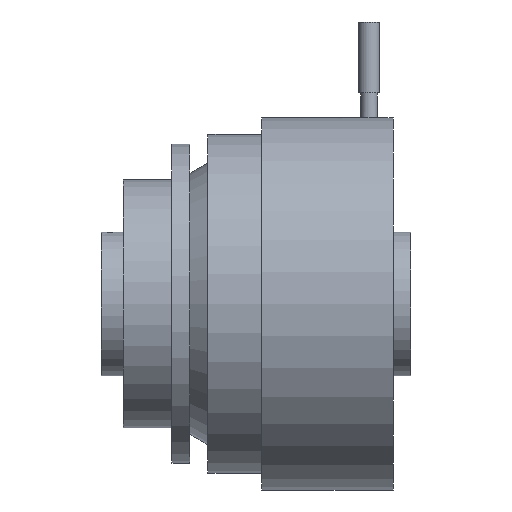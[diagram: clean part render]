
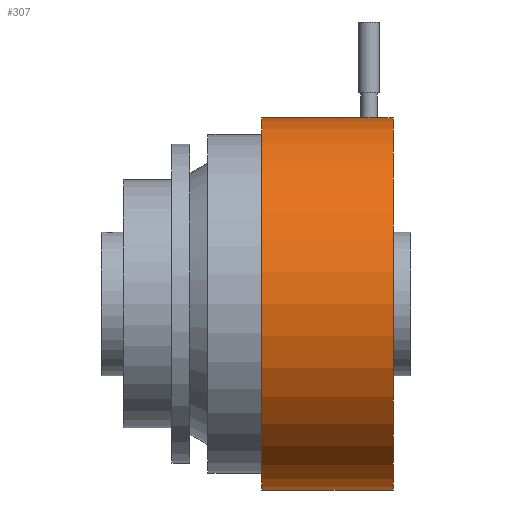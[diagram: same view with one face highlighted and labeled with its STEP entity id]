
A CAD part, front view. The second image highlights one B-rep face of the part: STEP entity #307.
In plain terms, the highlighted cylindrical face has radius 66.675 mm (diameter 133.35 mm), a partial arc.
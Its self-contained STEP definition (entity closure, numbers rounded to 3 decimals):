
#138=CARTESIAN_POINT('POINT11',(98.997,0.,
   66.675));
#139=VERTEX_POINT('VERTEX11',#138);
#147=CARTESIAN_POINT('POINT12',(93.028,0.,
   66.675));
#148=VERTEX_POINT('VERTEX12',#147);
#155=CARTESIAN_POINT('POINT13',(96.012,-2.985,
   66.608));
#156=VERTEX_POINT('VERTEX13',#155);
#157=B_SPLINE_CURVE_WITH_KNOTS('SPLINE_CRV1',3,(#158,#159,#160,#161,#162
   ,#163,#164,#165,#166,#167),.UNSPECIFIED.,.F.,.F.,(4,2,2,2,4),(
   0.,0.044,0.089,
   0.133,0.177),.UNSPECIFIED.);
#158=CARTESIAN_POINT('',(96.012,-2.985,66.608)
   );
#159=CARTESIAN_POINT('',(95.637,-2.985,
   66.608));
#160=CARTESIAN_POINT('',(95.237,-2.91,
   66.612));
#161=CARTESIAN_POINT('',(94.502,-2.605,
   66.624));
#162=CARTESIAN_POINT('',(94.167,-2.375,
   66.633));
#163=CARTESIAN_POINT('',(93.637,-1.845,
   66.65));
#164=CARTESIAN_POINT('',(93.407,-1.51,
   66.659));
#165=CARTESIAN_POINT('',(93.102,-0.775,
   66.672));
#166=CARTESIAN_POINT('',(93.028,-0.375,66.675
   ));
#167=CARTESIAN_POINT('',(93.028,0.,66.675
   ));
#168=EDGE_CURVE('EDGE17',#156,#148,#157,.T.);
#170=B_SPLINE_CURVE_WITH_KNOTS('SPLINE_CRV2',3,(#171,#172,#173,#174,#175
   ,#176,#177,#178,#179,#180),.UNSPECIFIED.,.F.,.F.,(4,2,2,2,4),(
   0.531,0.575,0.62,
   0.664,0.708),.UNSPECIFIED.);
#171=CARTESIAN_POINT('',(98.997,0.,66.675)
   );
#172=CARTESIAN_POINT('',(98.997,-0.375,66.675
   ));
#173=CARTESIAN_POINT('',(98.922,-0.775,
   66.672));
#174=CARTESIAN_POINT('',(98.617,-1.51,
   66.659));
#175=CARTESIAN_POINT('',(98.387,-1.845,
   66.65));
#176=CARTESIAN_POINT('',(97.857,-2.375,
   66.633));
#177=CARTESIAN_POINT('',(97.522,-2.605,
   66.624));
#178=CARTESIAN_POINT('',(96.787,-2.91,
   66.612));
#179=CARTESIAN_POINT('',(96.387,-2.985,
   66.608));
#180=CARTESIAN_POINT('',(96.012,-2.985,66.608)
   );
#181=EDGE_CURVE('EDGE18',#139,#156,#170,.T.);
#222=CARTESIAN_POINT('POINT14',(57.556,0.,
   66.675));
#223=VERTEX_POINT('VERTEX14',#222);
#224=CARTESIAN_POINT('POINT15',(57.556,0.,
   -66.675));
#225=VERTEX_POINT('VERTEX15',#224);
#226=CARTESIAN_POINT('POS17',(57.556,0.,0.));
#227=DIRECTION('DIR27',(-1.,0.,0.));
#228=DIRECTION('DIR28',(0.,0.,1.));
#229=AXIS2_PLACEMENT_3D('AXIS11',#226,#227,#228);
#230=CIRCLE('ELLIPSE6',#229,66.675);
#233=EDGE_CURVE('EDGE21',#225,#223,#230,.T.);
#268=CARTESIAN_POINT('POINT18',(104.648,0.,
   66.675));
#269=VERTEX_POINT('VERTEX18',#268);
#270=CARTESIAN_POINT('POS21',(81.102,0.,
   66.675));
#271=DIRECTION('DIR35',(-1.,0.,0.));
#272=VECTOR('VEC7',#271,1.);
#273=LINE('STRAIGHT7',#270,#272);
#274=EDGE_CURVE('EDGE24',#269,#139,#273,.T.);
#275=ORIENTED_EDGE('COEDGE40',*,*,#274,.T.);
#276=ORIENTED_EDGE('COEDGE41',*,*,#181,.T.);
#277=ORIENTED_EDGE('COEDGE42',*,*,#168,.T.);
#278=CARTESIAN_POINT('POS22',(81.102,0.,
   66.675));
#279=DIRECTION('DIR36',(-1.,0.,0.));
#280=VECTOR('VEC8',#279,1.);
#281=LINE('STRAIGHT8',#278,#280);
#282=EDGE_CURVE('EDGE25',#148,#223,#281,.T.);
#283=ORIENTED_EDGE('COEDGE43',*,*,#282,.T.);
#284=ORIENTED_EDGE('COEDGE44',*,*,#233,.F.);
#285=CARTESIAN_POINT('POINT19',(104.648,0.,
   -66.675));
#286=VERTEX_POINT('VERTEX19',#285);
#287=CARTESIAN_POINT('POS23',(81.102,0.,
   -66.675));
#288=DIRECTION('DIR37',(1.,0.,0.));
#289=VECTOR('VEC9',#288,1.);
#290=LINE('STRAIGHT9',#287,#289);
#291=EDGE_CURVE('EDGE26',#225,#286,#290,.T.);
#292=ORIENTED_EDGE('COEDGE45',*,*,#291,.T.);
#293=CARTESIAN_POINT('POS24',(104.648,0.,0.));
#294=DIRECTION('DIR38',(-1.,0.,0.));
#295=DIRECTION('DIR39',(0.,0.,1.));
#296=AXIS2_PLACEMENT_3D('AXIS15',#293,#294,#295);
#297=CIRCLE('ELLIPSE8',#296,66.675);
#298=EDGE_CURVE('EDGE27',#286,#269,#297,.T.);
#299=ORIENTED_EDGE('COEDGE46',*,*,#298,.T.);
#300=EDGE_LOOP('NONE',(#275,#276,#277,#283,#284,#292,#299));
#301=FACE_BOUND('LOOP1',#300,.T.);
#302=CARTESIAN_POINT('POS25',(81.102,0.,0.));
#303=DIRECTION('DIR40',(-1.,0.,0.));
#304=DIRECTION('DIR41',(0.,0.,1.));
#305=AXIS2_PLACEMENT_3D('AXIS16',#302,#303,#304);
#306=CYLINDRICAL_SURFACE('CONE_SURF4',#305,66.675);
#307=ADVANCED_FACE('FACE11',(#301),#306,.T.);
